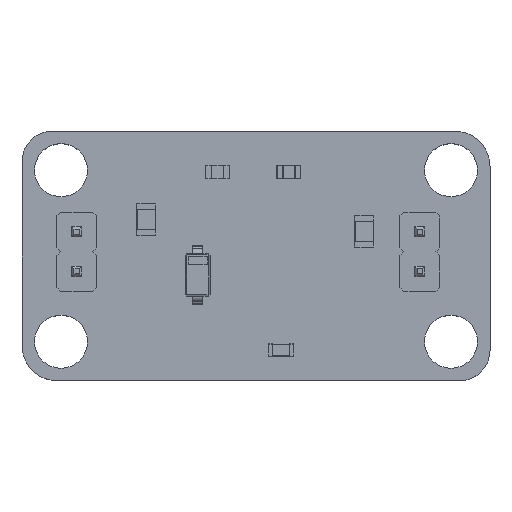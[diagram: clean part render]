
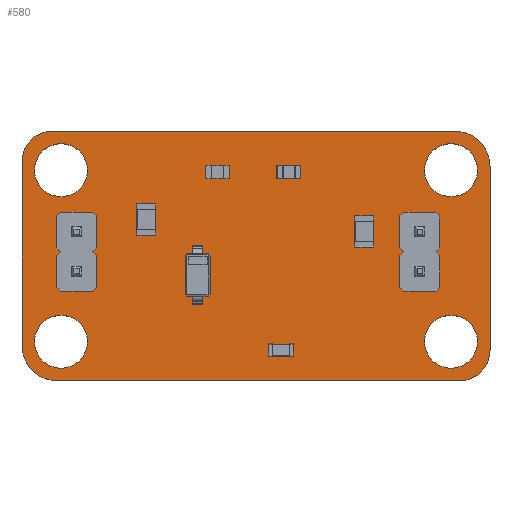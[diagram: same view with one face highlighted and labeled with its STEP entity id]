
A CAD part, top view. The second image highlights one B-rep face of the part: STEP entity #580.
In plain terms, the highlighted planar face has unit normal (0, 0, 1).
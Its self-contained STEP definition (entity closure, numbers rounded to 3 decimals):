
#65 = VERTEX_POINT('',#66);
#66 = CARTESIAN_POINT('',(134.443,-100.,0.));
#83 = VERTEX_POINT('',#84);
#84 = CARTESIAN_POINT('',(160.237,-100.,0.));
#90 = EDGE_CURVE('',#65,#83,#91,.T.);
#91 = LINE('',#92,#93);
#92 = CARTESIAN_POINT('',(134.443,-100.,0.));
#93 = VECTOR('',#94,1.);
#94 = DIRECTION('',(1.,0.,0.));
#105 = VERTEX_POINT('',#106);
#106 = CARTESIAN_POINT('',(132.5,-101.943,0.));
#122 = EDGE_CURVE('',#105,#65,#123,.T.);
#123 = CIRCLE('',#124,1.943);
#124 = AXIS2_PLACEMENT_3D('',#125,#126,#127);
#125 = CARTESIAN_POINT('',(134.443,-101.943,0.));
#126 = DIRECTION('',(0.,0.,-1.));
#127 = DIRECTION('',(-1.,0.,0.));
#148 = VERTEX_POINT('',#149);
#149 = CARTESIAN_POINT('',(162.5,-102.263,0.));
#155 = EDGE_CURVE('',#83,#148,#156,.T.);
#156 = CIRCLE('',#157,2.263);
#157 = AXIS2_PLACEMENT_3D('',#158,#159,#160);
#158 = CARTESIAN_POINT('',(160.237,-102.263,0.));
#159 = DIRECTION('',(0.,0.,-1.));
#160 = DIRECTION('',(0.,1.,0.));
#171 = VERTEX_POINT('',#172);
#172 = CARTESIAN_POINT('',(132.5,-113.737,0.));
#187 = EDGE_CURVE('',#171,#105,#188,.T.);
#188 = LINE('',#189,#190);
#189 = CARTESIAN_POINT('',(132.5,-113.737,0.));
#190 = VECTOR('',#191,1.);
#191 = DIRECTION('',(0.,1.,0.));
#211 = VERTEX_POINT('',#212);
#212 = CARTESIAN_POINT('',(162.5,-114.057,0.));
#218 = EDGE_CURVE('',#148,#211,#219,.T.);
#219 = LINE('',#220,#221);
#220 = CARTESIAN_POINT('',(162.5,-102.263,0.));
#221 = VECTOR('',#222,1.);
#222 = DIRECTION('',(0.,-1.,0.));
#233 = VERTEX_POINT('',#234);
#234 = CARTESIAN_POINT('',(134.763,-116.,0.));
#250 = EDGE_CURVE('',#233,#171,#251,.T.);
#251 = CIRCLE('',#252,2.263);
#252 = AXIS2_PLACEMENT_3D('',#253,#254,#255);
#253 = CARTESIAN_POINT('',(134.763,-113.737,0.));
#254 = DIRECTION('',(0.,0.,-1.));
#255 = DIRECTION('',(0.,-1.,0.));
#276 = VERTEX_POINT('',#277);
#277 = CARTESIAN_POINT('',(160.557,-116.,0.));
#283 = EDGE_CURVE('',#211,#276,#284,.T.);
#284 = CIRCLE('',#285,1.943);
#285 = AXIS2_PLACEMENT_3D('',#286,#287,#288);
#286 = CARTESIAN_POINT('',(160.557,-114.057,0.));
#287 = DIRECTION('',(0.,0.,-1.));
#288 = DIRECTION('',(1.,0.,0.));
#306 = EDGE_CURVE('',#276,#233,#307,.T.);
#307 = LINE('',#308,#309);
#308 = CARTESIAN_POINT('',(160.557,-116.,0.));
#309 = VECTOR('',#310,1.);
#310 = DIRECTION('',(-1.,0.,0.));
#321 = VERTEX_POINT('',#322);
#322 = CARTESIAN_POINT('',(161.7,-113.5,0.));
#338 = EDGE_CURVE('',#321,#321,#339,.T.);
#339 = CIRCLE('',#340,1.7);
#340 = AXIS2_PLACEMENT_3D('',#341,#342,#343);
#341 = CARTESIAN_POINT('',(160.,-113.5,0.));
#342 = DIRECTION('',(0.,0.,1.));
#343 = DIRECTION('',(1.,0.,0.));
#354 = VERTEX_POINT('',#355);
#355 = CARTESIAN_POINT('',(158.5,-106.46,0.));
#371 = EDGE_CURVE('',#354,#354,#372,.T.);
#372 = CIRCLE('',#373,0.5);
#373 = AXIS2_PLACEMENT_3D('',#374,#375,#376);
#374 = CARTESIAN_POINT('',(158.,-106.46,0.));
#375 = DIRECTION('',(0.,0.,1.));
#376 = DIRECTION('',(1.,0.,0.));
#387 = VERTEX_POINT('',#388);
#388 = CARTESIAN_POINT('',(158.5,-109.,0.));
#404 = EDGE_CURVE('',#387,#387,#405,.T.);
#405 = CIRCLE('',#406,0.5);
#406 = AXIS2_PLACEMENT_3D('',#407,#408,#409);
#407 = CARTESIAN_POINT('',(158.,-109.,0.));
#408 = DIRECTION('',(0.,0.,1.));
#409 = DIRECTION('',(1.,0.,0.));
#420 = VERTEX_POINT('',#421);
#421 = CARTESIAN_POINT('',(161.7,-102.5,0.));
#437 = EDGE_CURVE('',#420,#420,#438,.T.);
#438 = CIRCLE('',#439,1.7);
#439 = AXIS2_PLACEMENT_3D('',#440,#441,#442);
#440 = CARTESIAN_POINT('',(160.,-102.5,0.));
#441 = DIRECTION('',(0.,0.,1.));
#442 = DIRECTION('',(1.,0.,0.));
#453 = VERTEX_POINT('',#454);
#454 = CARTESIAN_POINT('',(136.7,-102.5,0.));
#470 = EDGE_CURVE('',#453,#453,#471,.T.);
#471 = CIRCLE('',#472,1.7);
#472 = AXIS2_PLACEMENT_3D('',#473,#474,#475);
#473 = CARTESIAN_POINT('',(135.,-102.5,0.));
#474 = DIRECTION('',(0.,0.,1.));
#475 = DIRECTION('',(1.,0.,0.));
#486 = VERTEX_POINT('',#487);
#487 = CARTESIAN_POINT('',(136.5,-106.46,0.));
#503 = EDGE_CURVE('',#486,#486,#504,.T.);
#504 = CIRCLE('',#505,0.5);
#505 = AXIS2_PLACEMENT_3D('',#506,#507,#508);
#506 = CARTESIAN_POINT('',(136.,-106.46,0.));
#507 = DIRECTION('',(0.,0.,1.));
#508 = DIRECTION('',(1.,0.,0.));
#519 = VERTEX_POINT('',#520);
#520 = CARTESIAN_POINT('',(136.5,-109.,0.));
#536 = EDGE_CURVE('',#519,#519,#537,.T.);
#537 = CIRCLE('',#538,0.5);
#538 = AXIS2_PLACEMENT_3D('',#539,#540,#541);
#539 = CARTESIAN_POINT('',(136.,-109.,0.));
#540 = DIRECTION('',(0.,0.,1.));
#541 = DIRECTION('',(1.,0.,0.));
#552 = VERTEX_POINT('',#553);
#553 = CARTESIAN_POINT('',(136.7,-113.5,0.));
#569 = EDGE_CURVE('',#552,#552,#570,.T.);
#570 = CIRCLE('',#571,1.7);
#571 = AXIS2_PLACEMENT_3D('',#572,#573,#574);
#572 = CARTESIAN_POINT('',(135.,-113.5,0.));
#573 = DIRECTION('',(0.,0.,1.));
#574 = DIRECTION('',(1.,0.,0.));
#580 = ADVANCED_FACE('',(#581,#591,#594,#597,#600,#603,#606,#609,#612),
  #615,.T.);
#581 = FACE_BOUND('',#582,.T.);
#582 = EDGE_LOOP('',(#583,#584,#585,#586,#587,#588,#589,#590));
#583 = ORIENTED_EDGE('',*,*,#90,.F.);
#584 = ORIENTED_EDGE('',*,*,#122,.F.);
#585 = ORIENTED_EDGE('',*,*,#187,.F.);
#586 = ORIENTED_EDGE('',*,*,#250,.F.);
#587 = ORIENTED_EDGE('',*,*,#306,.F.);
#588 = ORIENTED_EDGE('',*,*,#283,.F.);
#589 = ORIENTED_EDGE('',*,*,#218,.F.);
#590 = ORIENTED_EDGE('',*,*,#155,.F.);
#591 = FACE_BOUND('',#592,.T.);
#592 = EDGE_LOOP('',(#593));
#593 = ORIENTED_EDGE('',*,*,#338,.F.);
#594 = FACE_BOUND('',#595,.T.);
#595 = EDGE_LOOP('',(#596));
#596 = ORIENTED_EDGE('',*,*,#371,.F.);
#597 = FACE_BOUND('',#598,.T.);
#598 = EDGE_LOOP('',(#599));
#599 = ORIENTED_EDGE('',*,*,#404,.F.);
#600 = FACE_BOUND('',#601,.T.);
#601 = EDGE_LOOP('',(#602));
#602 = ORIENTED_EDGE('',*,*,#437,.F.);
#603 = FACE_BOUND('',#604,.T.);
#604 = EDGE_LOOP('',(#605));
#605 = ORIENTED_EDGE('',*,*,#470,.F.);
#606 = FACE_BOUND('',#607,.T.);
#607 = EDGE_LOOP('',(#608));
#608 = ORIENTED_EDGE('',*,*,#503,.F.);
#609 = FACE_BOUND('',#610,.T.);
#610 = EDGE_LOOP('',(#611));
#611 = ORIENTED_EDGE('',*,*,#536,.F.);
#612 = FACE_BOUND('',#613,.T.);
#613 = EDGE_LOOP('',(#614));
#614 = ORIENTED_EDGE('',*,*,#569,.F.);
#615 = PLANE('',#616);
#616 = AXIS2_PLACEMENT_3D('',#617,#618,#619);
#617 = CARTESIAN_POINT('',(134.443,-100.,0.));
#618 = DIRECTION('',(0.,0.,1.));
#619 = DIRECTION('',(1.,0.,0.));
